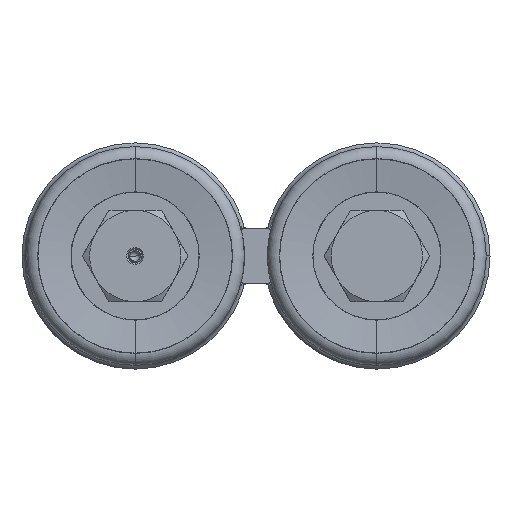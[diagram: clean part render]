
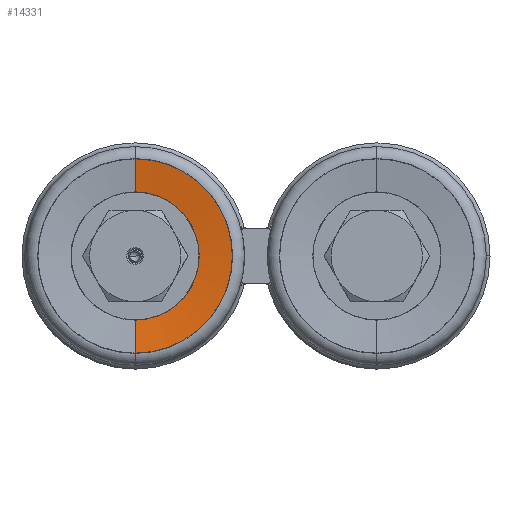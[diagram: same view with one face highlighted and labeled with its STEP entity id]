
A CAD part, left-side view. The second image highlights one B-rep face of the part: STEP entity #14331.
In plain terms, the highlighted conical face has half-angle 82.262 degrees and reference radius 33.814 mm.
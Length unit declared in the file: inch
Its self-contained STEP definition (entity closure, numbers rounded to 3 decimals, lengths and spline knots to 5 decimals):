
#372 = DIRECTION ( 'NONE',  ( -0.135, 0., 0.991 ) ) ;
#410 = CIRCLE ( 'NONE', #29529, 0.875 ) ;
#1943 = DIRECTION ( 'NONE',  ( 0., 0., 1. ) ) ;
#2755 = DIRECTION ( 'NONE',  ( 0., -1., 0. ) ) ;
#4003 = CIRCLE ( 'NONE', #17380, 1.33125 ) ;
#4042 = CARTESIAN_POINT ( 'NONE',  ( -10.632, 0., -1.33125 ) ) ;
#5029 = VERTEX_POINT ( 'NONE', #7895 ) ;
#6621 = DIRECTION ( 'NONE',  ( -1., 0., 0. ) ) ;
#7895 = CARTESIAN_POINT ( 'NONE',  ( -10.632, 0., 1.33125 ) ) ;
#7935 = EDGE_LOOP ( 'NONE', ( #20575, #14469, #8747, #19381 ) ) ;
#8008 = EDGE_CURVE ( 'NONE', #15752, #8727, #410, .T. ) ;
#8485 = DIRECTION ( 'NONE',  ( -1., 0., 0. ) ) ;
#8727 = VERTEX_POINT ( 'NONE', #18465 ) ;
#8747 = ORIENTED_EDGE ( 'NONE', *, *, #15109, .T. ) ;
#9787 = DIRECTION ( 'NONE',  ( -1., 0., 0. ) ) ;
#10241 = DIRECTION ( 'NONE',  ( -0.135, 0., -0.991 ) ) ;
#12150 = VERTEX_POINT ( 'NONE', #4042 ) ;
#12401 = LINE ( 'NONE', #24275, #25393 ) ;
#13557 = EDGE_CURVE ( 'NONE', #15752, #12150, #12401, .T. ) ;
#14331 = ADVANCED_FACE ( 'NONE', ( #30339 ), #22996, .F. ) ;
#14359 = LINE ( 'NONE', #19308, #16453 ) ;
#14469 = ORIENTED_EDGE ( 'NONE', *, *, #13557, .T. ) ;
#15109 = EDGE_CURVE ( 'NONE', #12150, #5029, #4003, .T. ) ;
#15752 = VERTEX_POINT ( 'NONE', #16337 ) ;
#16337 = CARTESIAN_POINT ( 'NONE',  ( -10.57, 0., -0.875 ) ) ;
#16453 = VECTOR ( 'NONE', #372, 39.37008 ) ;
#17380 = AXIS2_PLACEMENT_3D ( 'NONE', #21516, #9787, #2755 ) ;
#18465 = CARTESIAN_POINT ( 'NONE',  ( -10.57, 0., 0.875 ) ) ;
#19308 = CARTESIAN_POINT ( 'NONE',  ( -10.632, 0., 1.33125 ) ) ;
#19381 = ORIENTED_EDGE ( 'NONE', *, *, #26860, .F. ) ;
#20575 = ORIENTED_EDGE ( 'NONE', *, *, #8008, .F. ) ;
#21516 = CARTESIAN_POINT ( 'NONE',  ( -10.632, 0., 0. ) ) ;
#22039 = CARTESIAN_POINT ( 'NONE',  ( -10.57, 0., 0. ) ) ;
#22662 = DIRECTION ( 'NONE',  ( 0., 0., 1. ) ) ;
#22996 = CONICAL_SURFACE ( 'NONE', #23481, 1.33125, 1.436 ) ;
#23481 = AXIS2_PLACEMENT_3D ( 'NONE', #27912, #6621, #1943 ) ;
#24275 = CARTESIAN_POINT ( 'NONE',  ( -10.632, 0., -1.33125 ) ) ;
#25393 = VECTOR ( 'NONE', #10241, 39.37008 ) ;
#26860 = EDGE_CURVE ( 'NONE', #8727, #5029, #14359, .T. ) ;
#27912 = CARTESIAN_POINT ( 'NONE',  ( -10.632, 0., 0. ) ) ;
#29529 = AXIS2_PLACEMENT_3D ( 'NONE', #22039, #8485, #22662 ) ;
#30339 = FACE_OUTER_BOUND ( 'NONE', #7935, .T. ) ;
